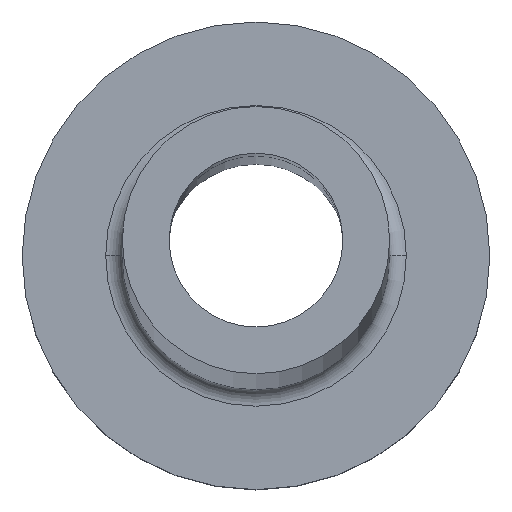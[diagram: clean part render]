
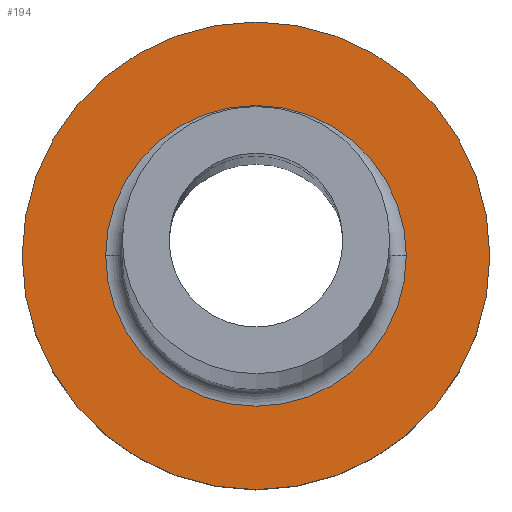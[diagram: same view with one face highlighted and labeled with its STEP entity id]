
A CAD part, top view. The second image highlights one B-rep face of the part: STEP entity #194.
In plain terms, the highlighted planar face has unit normal (0, 0, 1).
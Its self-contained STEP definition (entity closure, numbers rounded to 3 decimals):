
#4 = CARTESIAN_POINT ( 'NONE',  ( -7., 0., 5. ) ) ;
#35 = VERTEX_POINT ( 'NONE', #4 ) ;
#36 = ORIENTED_EDGE ( 'NONE', *, *, #398, .T. ) ;
#46 = VERTEX_POINT ( 'NONE', #201 ) ;
#56 = VERTEX_POINT ( 'NONE', #62 ) ;
#62 = CARTESIAN_POINT ( 'NONE',  ( -4.5, 0., 5. ) ) ;
#67 = ORIENTED_EDGE ( 'NONE', *, *, #212, .T. ) ;
#71 = EDGE_LOOP ( 'NONE', ( #36, #246 ) ) ;
#96 = DIRECTION ( 'NONE',  ( 1., 0., 0. ) ) ;
#99 = AXIS2_PLACEMENT_3D ( 'NONE', #144, #455, #218 ) ;
#107 = ORIENTED_EDGE ( 'NONE', *, *, #344, .T. ) ;
#120 = CARTESIAN_POINT ( 'NONE',  ( 7., 0., 5. ) ) ;
#128 = CARTESIAN_POINT ( 'NONE',  ( 0., 0., 5. ) ) ;
#144 = CARTESIAN_POINT ( 'NONE',  ( 0., 0., 5. ) ) ;
#150 = CARTESIAN_POINT ( 'NONE',  ( 0., 0., 5. ) ) ;
#165 = DIRECTION ( 'NONE',  ( 1., 0., 0. ) ) ;
#194 = ADVANCED_FACE ( 'NONE', ( #247, #211 ), #361, .T. ) ;
#201 = CARTESIAN_POINT ( 'NONE',  ( 4.5, 0., 5. ) ) ;
#211 = FACE_OUTER_BOUND ( 'NONE', #71, .T. ) ;
#212 = EDGE_CURVE ( 'NONE', #46, #56, #372, .T. ) ;
#216 = DIRECTION ( 'NONE',  ( 1., 0., 0. ) ) ;
#218 = DIRECTION ( 'NONE',  ( 1., 0., 0. ) ) ;
#246 = ORIENTED_EDGE ( 'NONE', *, *, #260, .T. ) ;
#247 = FACE_BOUND ( 'NONE', #405, .T. ) ;
#252 = AXIS2_PLACEMENT_3D ( 'NONE', #357, #393, #165 ) ;
#255 = DIRECTION ( 'NONE',  ( 0., 0., 1. ) ) ;
#260 = EDGE_CURVE ( 'NONE', #407, #35, #304, .T. ) ;
#261 = AXIS2_PLACEMENT_3D ( 'NONE', #150, #255, #216 ) ;
#266 = CARTESIAN_POINT ( 'NONE',  ( 0., 0., 5. ) ) ;
#277 = DIRECTION ( 'NONE',  ( 0., 0., -1. ) ) ;
#304 = CIRCLE ( 'NONE', #252, 7. ) ;
#334 = CIRCLE ( 'NONE', #432, 4.5 ) ;
#344 = EDGE_CURVE ( 'NONE', #56, #46, #334, .T. ) ;
#357 = CARTESIAN_POINT ( 'NONE',  ( 0., 0., 5. ) ) ;
#361 = PLANE ( 'NONE',  #99 ) ;
#372 = CIRCLE ( 'NONE', #461, 4.5 ) ;
#373 = CIRCLE ( 'NONE', #261, 7. ) ;
#393 = DIRECTION ( 'NONE',  ( 0., 0., 1. ) ) ;
#398 = EDGE_CURVE ( 'NONE', #35, #407, #373, .T. ) ;
#405 = EDGE_LOOP ( 'NONE', ( #67, #107 ) ) ;
#407 = VERTEX_POINT ( 'NONE', #120 ) ;
#413 = DIRECTION ( 'NONE',  ( 0., 0., -1. ) ) ;
#416 = DIRECTION ( 'NONE',  ( 1., 0., 0. ) ) ;
#432 = AXIS2_PLACEMENT_3D ( 'NONE', #128, #277, #416 ) ;
#455 = DIRECTION ( 'NONE',  ( 0., 0., 1. ) ) ;
#461 = AXIS2_PLACEMENT_3D ( 'NONE', #266, #413, #96 ) ;
